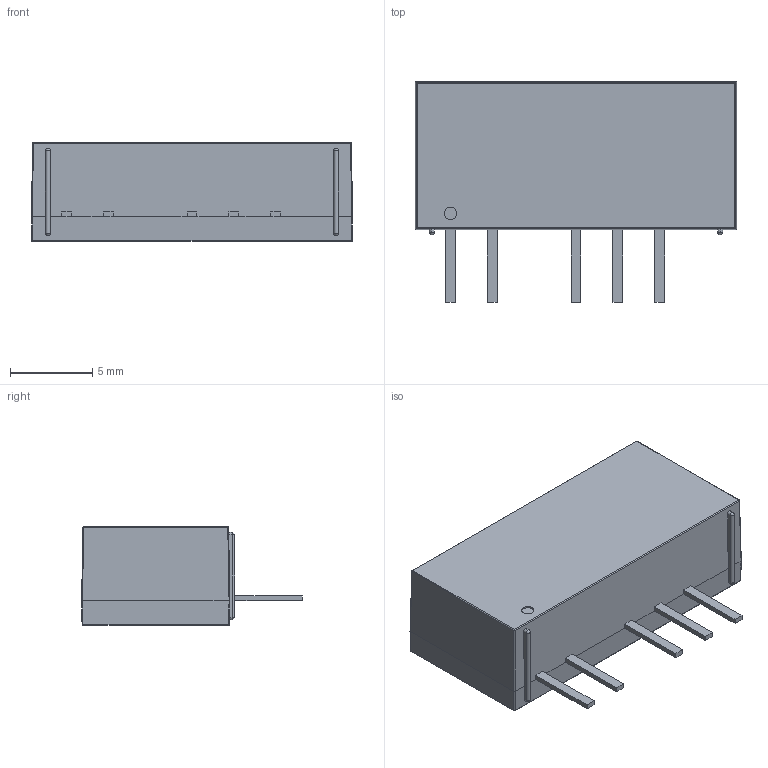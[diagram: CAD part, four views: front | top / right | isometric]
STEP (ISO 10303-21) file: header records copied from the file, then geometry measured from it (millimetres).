
FILE_DESCRIPTION (( 'STEP AP214' ), '1' );
FILE_NAME ('CUI_PDM1-S5-D5-S.step', '2017-08-13T04:05:37', ( '' ), ( '' ), 'SwSTEP 2.0', 'SolidWorks 2017', '' );
FILE_SCHEMA (( 'AUTOMOTIVE_DESIGN' ));
Length unit declared in the file: millimetre
Products named in the file (1): CUI_PDM1-S5-D5-S
Bounding box: 19.5 x 13.4 x 6 mm (x, y, z)
Volume: 1046.6 mm3; surface area: 728.4 mm2
Topology: 1 solids, 1 shells, 78 faces, 189 edges, 102 vertices
Faces by surface type: plane 40, cylinder 26, sphere 12
Entity records: 2439 total; most frequent: CARTESIAN_POINT 384, DIRECTION 361, ORIENTED_EDGE 350, EDGE_CURVE 175, VECTOR 127, LINE 127, AXIS2_PLACEMENT_3D 117, VERTEX_POINT 100
